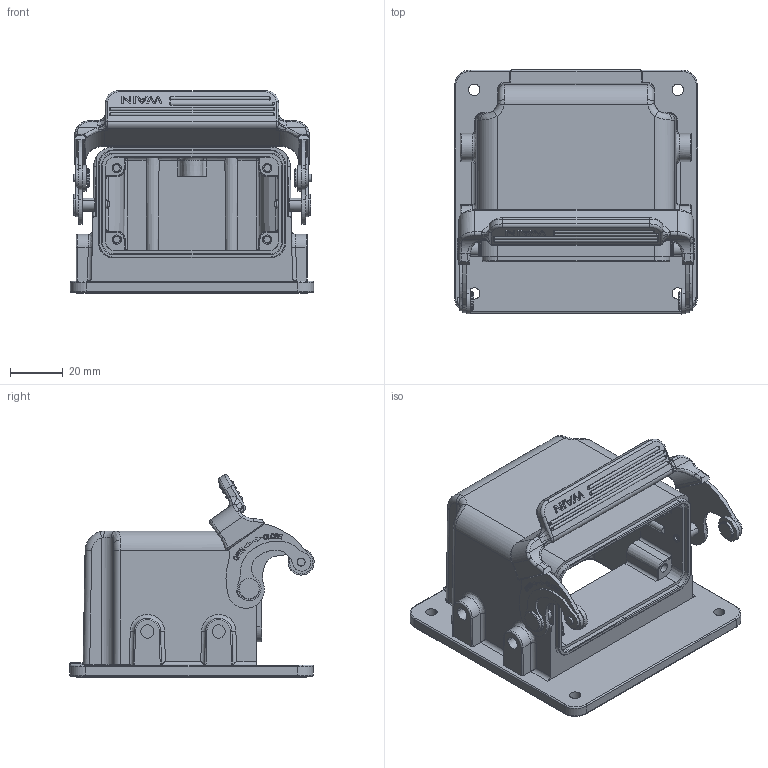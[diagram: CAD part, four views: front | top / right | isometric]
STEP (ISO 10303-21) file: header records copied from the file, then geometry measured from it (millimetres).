
FILE_DESCRIPTION((''),'2;1');
FILE_NAME('PRT0012','2017-04-12T',('dm.li'),(''),'PRO/ENGINEER BY PARAMETRIC TECHNOLOGY CORPORATION, 2012480','PRO/ENGINEER BY PARAMETRIC TECHNOLOGY CORPORATION, 2012480','');
FILE_SCHEMA(('AUTOMOTIVE_DESIGN { 1 0 10303 214 1 1 1 1 }'));
Products named in the file (1): PRT0012
Bounding box: 92 x 92.37 x 76.7 mm (x, y, z)
Volume: 105890.2 mm3; surface area: 55115 mm2
Topology: 1 solids, 23 shells, 1525 faces, 4052 edges, 2601 vertices
Faces by surface type: plane 549, cylinder 374, extrusion 296, torus 118, cone 93, bspline 65, sphere 30
Entity records: 56302 total; most frequent: CARTESIAN_POINT 16350, ORIENTED_EDGE 7973, DIRECTION 6701, EDGE_CURVE 4005, VERTEX_POINT 2601, VECTOR 2313, AXIS2_PLACEMENT_3D 2194, LINE 2017
